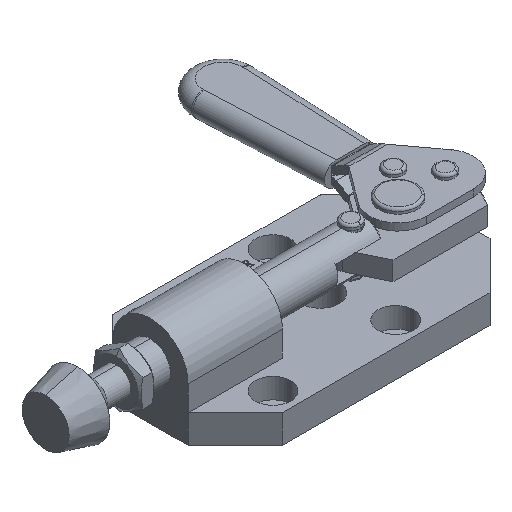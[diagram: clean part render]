
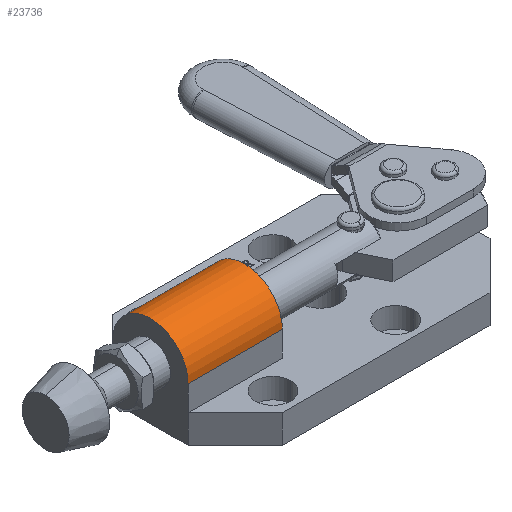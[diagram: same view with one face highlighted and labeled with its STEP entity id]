
A CAD part, isometric view. The second image highlights one B-rep face of the part: STEP entity #23736.
In plain terms, the highlighted cylindrical face has radius 8 mm (diameter 16 mm), a partial arc.
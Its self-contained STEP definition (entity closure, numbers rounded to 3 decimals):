
#38 = VERTEX_POINT ( 'NONE', #9720 ) ;
#57 = VERTEX_POINT ( 'NONE', #9710 ) ;
#1692 = VERTEX_POINT ( 'NONE', #2413 ) ;
#1696 = VERTEX_POINT ( 'NONE', #2417 ) ;
#2413 = CARTESIAN_POINT ( 'NONE',  ( -12., -8., 11.32 ) ) ;
#2417 = CARTESIAN_POINT ( 'NONE',  ( -32., -8., 11.32 ) ) ;
#3850 = AXIS2_PLACEMENT_3D ( 'NONE', #18427, #18428, #18429 ) ;
#3856 = AXIS2_PLACEMENT_3D ( 'NONE', #18522, #18523, #18524 ) ;
#6209 = ORIENTED_EDGE ( 'NONE', *, *, #26376, .F. ) ;
#6210 = ORIENTED_EDGE ( 'NONE', *, *, #14712, .F. ) ;
#6211 = ORIENTED_EDGE ( 'NONE', *, *, #26343, .T. ) ;
#6212 = ORIENTED_EDGE ( 'NONE', *, *, #14709, .T. ) ;
#7266 = AXIS2_PLACEMENT_3D ( 'NONE', #19992, #19991, #19987 ) ;
#7375 = CIRCLE ( 'NONE', #3850, 8. ) ;
#7429 = CIRCLE ( 'NONE', #3856, 8. ) ;
#8629 = LINE ( 'NONE', #10545, #8632 ) ;
#8632 = VECTOR ( 'NONE', #10547, 1000. ) ;
#8635 = LINE ( 'NONE', #10559, #8636 ) ;
#8636 = VECTOR ( 'NONE', #10560, 1000. ) ;
#9126 = FACE_OUTER_BOUND ( 'NONE', #14149, .T. ) ;
#9136 = CYLINDRICAL_SURFACE ( 'NONE', #7266, 8. ) ;
#9710 = CARTESIAN_POINT ( 'NONE',  ( -12., 8., 11.32 ) ) ;
#9720 = CARTESIAN_POINT ( 'NONE',  ( -32., 8., 11.32 ) ) ;
#10545 = CARTESIAN_POINT ( 'NONE',  ( -12., 8., 11.32 ) ) ;
#10547 = DIRECTION ( 'NONE',  ( -1., 0., 0. ) ) ;
#10559 = CARTESIAN_POINT ( 'NONE',  ( -12., -8., 11.32 ) ) ;
#10560 = DIRECTION ( 'NONE',  ( -1., 0., 0. ) ) ;
#14149 = EDGE_LOOP ( 'NONE', ( #6209, #6210, #6211, #6212 ) ) ;
#14709 = EDGE_CURVE ( 'NONE', #57, #38, #8629, .T. ) ;
#14712 = EDGE_CURVE ( 'NONE', #1692, #1696, #8635, .T. ) ;
#18427 = CARTESIAN_POINT ( 'NONE',  ( -12., 0., 11.32 ) ) ;
#18428 = DIRECTION ( 'NONE',  ( -1., 0., 0. ) ) ;
#18429 = DIRECTION ( 'NONE',  ( 0., 1., 0. ) ) ;
#18522 = CARTESIAN_POINT ( 'NONE',  ( -32., 0., 11.32 ) ) ;
#18523 = DIRECTION ( 'NONE',  ( -1., 0., 0. ) ) ;
#18524 = DIRECTION ( 'NONE',  ( 0., 1., 0. ) ) ;
#19987 = DIRECTION ( 'NONE',  ( 0., -1., 0. ) ) ;
#19991 = DIRECTION ( 'NONE',  ( -1., 0., 0. ) ) ;
#19992 = CARTESIAN_POINT ( 'NONE',  ( -12., 0., 11.32 ) ) ;
#23736 = ADVANCED_FACE ( 'NONE', ( #9126 ), #9136, .T. ) ;
#26343 = EDGE_CURVE ( 'NONE', #1692, #57, #7375, .T. ) ;
#26376 = EDGE_CURVE ( 'NONE', #1696, #38, #7429, .T. ) ;
